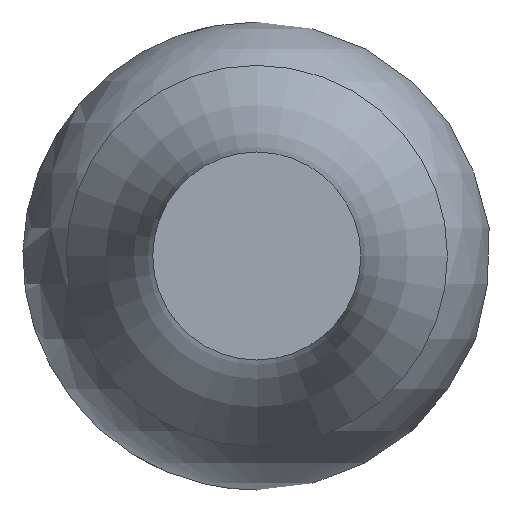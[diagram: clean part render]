
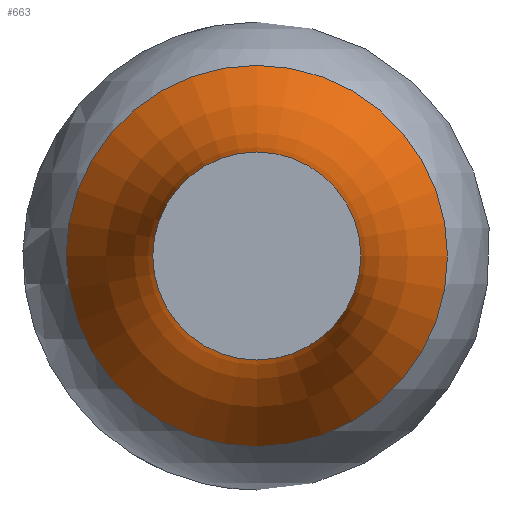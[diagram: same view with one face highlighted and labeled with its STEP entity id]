
A CAD part, front view. The second image highlights one B-rep face of the part: STEP entity #663.
In plain terms, the highlighted toroidal (fillet/blend) face has major radius 31 mm and minor radius 25 mm.
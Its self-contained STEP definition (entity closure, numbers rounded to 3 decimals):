
#71 = TOROIDAL_SURFACE ( 'NONE', #1193, 31., 25. ) ;
#308 = FACE_OUTER_BOUND ( 'NONE', #1494, .T. ) ;
#663 = ADVANCED_FACE ( 'NONE', ( #308, #8802 ), #71, .F. ) ;
#1193 = AXIS2_PLACEMENT_3D ( 'NONE', #8087, #6520, #8910 ) ;
#1494 = EDGE_LOOP ( 'NONE', ( #8548 ) ) ;
#1983 = EDGE_CURVE ( 'NONE', #9360, #9360, #1987, .T. ) ;
#1987 = CIRCLE ( 'NONE', #4172, 11. ) ;
#2653 = DIRECTION ( 'NONE',  ( 0., -1., 0. ) ) ;
#2704 = DIRECTION ( 'NONE',  ( 0., 1., 0. ) ) ;
#2716 = ORIENTED_EDGE ( 'NONE', *, *, #6652, .F. ) ;
#3057 = EDGE_LOOP ( 'NONE', ( #2716 ) ) ;
#3871 = VERTEX_POINT ( 'NONE', #7108 ) ;
#4172 = AXIS2_PLACEMENT_3D ( 'NONE', #7586, #2704, #8401 ) ;
#5074 = CARTESIAN_POINT ( 'NONE',  ( 0., -30., 0. ) ) ;
#6520 = DIRECTION ( 'NONE',  ( 0., 1., 0. ) ) ;
#6652 = EDGE_CURVE ( 'NONE', #3871, #3871, #10324, .T. ) ;
#7108 = CARTESIAN_POINT ( 'NONE',  ( 6., -30., 0. ) ) ;
#7579 = AXIS2_PLACEMENT_3D ( 'NONE', #5074, #2653, #9107 ) ;
#7586 = CARTESIAN_POINT ( 'NONE',  ( 0., -15., 0. ) ) ;
#7729 = CARTESIAN_POINT ( 'NONE',  ( -11., -15., 0. ) ) ;
#8087 = CARTESIAN_POINT ( 'NONE',  ( 0., -30., 0. ) ) ;
#8401 = DIRECTION ( 'NONE',  ( -1., 0., 0. ) ) ;
#8548 = ORIENTED_EDGE ( 'NONE', *, *, #1983, .F. ) ;
#8802 = FACE_OUTER_BOUND ( 'NONE', #3057, .T. ) ;
#8910 = DIRECTION ( 'NONE',  ( -1., 0., 0. ) ) ;
#9107 = DIRECTION ( 'NONE',  ( 1., 0., 0. ) ) ;
#9360 = VERTEX_POINT ( 'NONE', #7729 ) ;
#10324 = CIRCLE ( 'NONE', #7579, 6. ) ;
